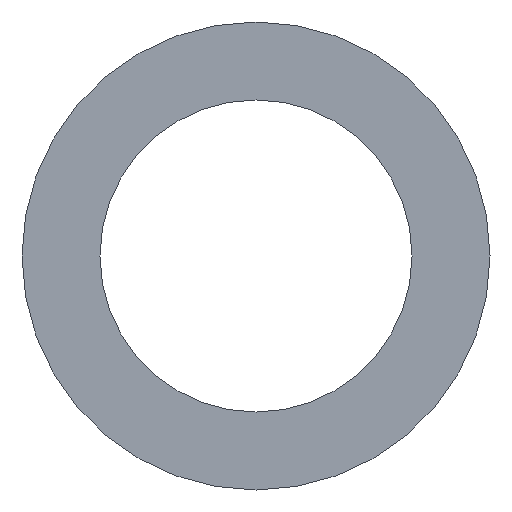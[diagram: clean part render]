
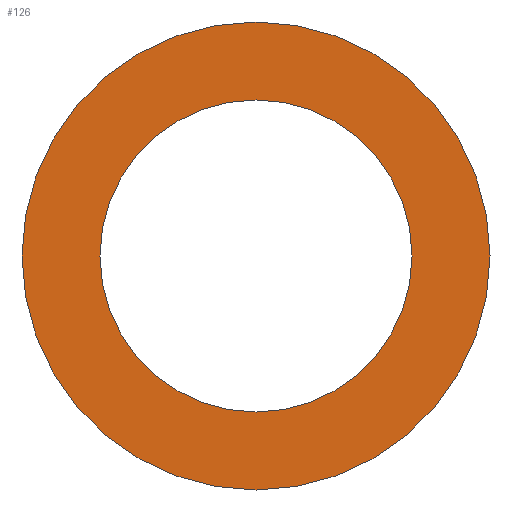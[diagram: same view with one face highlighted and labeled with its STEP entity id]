
A CAD part, front view. The second image highlights one B-rep face of the part: STEP entity #126.
In plain terms, the highlighted planar face has unit normal (0, -1, 0).
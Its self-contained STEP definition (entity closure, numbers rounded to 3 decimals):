
#2 = VERTEX_POINT ( 'NONE', #157 ) ;
#3 = ORIENTED_EDGE ( 'NONE', *, *, #169, .T. ) ;
#8 = CARTESIAN_POINT ( 'NONE',  ( 0., 0., 2. ) ) ;
#10 = CARTESIAN_POINT ( 'NONE',  ( 0., 0., -3. ) ) ;
#18 = DIRECTION ( 'NONE',  ( 0., 0., 1. ) ) ;
#25 = CARTESIAN_POINT ( 'NONE',  ( 0., 0., 0. ) ) ;
#40 = FACE_OUTER_BOUND ( 'NONE', #162, .T. ) ;
#42 = EDGE_LOOP ( 'NONE', ( #231, #3 ) ) ;
#66 = DIRECTION ( 'NONE',  ( 0., 1., 0. ) ) ;
#70 = DIRECTION ( 'NONE',  ( 0., 0., 1. ) ) ;
#86 = EDGE_CURVE ( 'NONE', #136, #2, #206, .T. ) ;
#88 = DIRECTION ( 'NONE',  ( 0., 1., 0. ) ) ;
#100 = EDGE_CURVE ( 'NONE', #2, #136, #224, .T. ) ;
#103 = DIRECTION ( 'NONE',  ( 0., 0., 1. ) ) ;
#113 = VERTEX_POINT ( 'NONE', #8 ) ;
#115 = AXIS2_PLACEMENT_3D ( 'NONE', #177, #66, #103 ) ;
#119 = ORIENTED_EDGE ( 'NONE', *, *, #100, .F. ) ;
#123 = DIRECTION ( 'NONE',  ( 0., 0., 1. ) ) ;
#126 = ADVANCED_FACE ( 'NONE', ( #40, #171 ), #222, .F. ) ;
#136 = VERTEX_POINT ( 'NONE', #10 ) ;
#145 = CARTESIAN_POINT ( 'NONE',  ( 0., 0., 0. ) ) ;
#157 = CARTESIAN_POINT ( 'NONE',  ( 0., 0., 3. ) ) ;
#162 = EDGE_LOOP ( 'NONE', ( #203, #119 ) ) ;
#163 = DIRECTION ( 'NONE',  ( 0., 1., 0. ) ) ;
#164 = CARTESIAN_POINT ( 'NONE',  ( 0., 0., 0. ) ) ;
#169 = EDGE_CURVE ( 'NONE', #113, #170, #230, .T. ) ;
#170 = VERTEX_POINT ( 'NONE', #186 ) ;
#171 = FACE_BOUND ( 'NONE', #42, .T. ) ;
#175 = AXIS2_PLACEMENT_3D ( 'NONE', #164, #163, #187 ) ;
#176 = AXIS2_PLACEMENT_3D ( 'NONE', #188, #244, #18 ) ;
#177 = CARTESIAN_POINT ( 'NONE',  ( 0., 0., 0. ) ) ;
#186 = CARTESIAN_POINT ( 'NONE',  ( 0., 0., -2. ) ) ;
#187 = DIRECTION ( 'NONE',  ( 0., 0., 1. ) ) ;
#188 = CARTESIAN_POINT ( 'NONE',  ( 0., 0., 0. ) ) ;
#189 = AXIS2_PLACEMENT_3D ( 'NONE', #145, #207, #70 ) ;
#203 = ORIENTED_EDGE ( 'NONE', *, *, #86, .F. ) ;
#206 = CIRCLE ( 'NONE', #115, 3. ) ;
#207 = DIRECTION ( 'NONE',  ( 0., 1., 0. ) ) ;
#214 = CIRCLE ( 'NONE', #176, 2. ) ;
#222 = PLANE ( 'NONE',  #189 ) ;
#224 = CIRCLE ( 'NONE', #228, 3. ) ;
#228 = AXIS2_PLACEMENT_3D ( 'NONE', #25, #88, #123 ) ;
#230 = CIRCLE ( 'NONE', #175, 2. ) ;
#231 = ORIENTED_EDGE ( 'NONE', *, *, #239, .T. ) ;
#239 = EDGE_CURVE ( 'NONE', #170, #113, #214, .T. ) ;
#244 = DIRECTION ( 'NONE',  ( 0., 1., 0. ) ) ;
